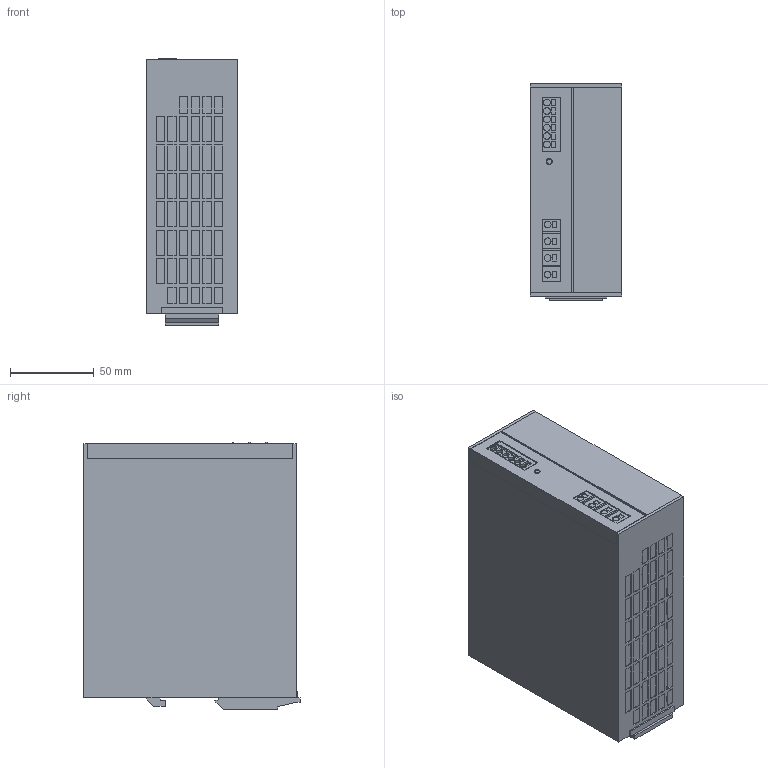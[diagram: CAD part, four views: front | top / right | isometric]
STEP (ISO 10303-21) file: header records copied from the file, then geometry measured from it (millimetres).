
FILE_DESCRIPTION(/* description */ ('Alibre Inc.'),/* implementation_level */ '2;1');
FILE_NAME(/* name */ 'export-62CE5537-1991-4B9B-8632-0691BD6A8A3B',/* time_stamp */ '2020-05-25T11:39:13+02:00',/* author */ (''),/* organization */ (''),/* preprocessor_version */ 'ST-DEVELOPER v17',/* originating_system */ 'Alibre',/* authorisation */ '');
FILE_SCHEMA (('AUTOMOTIVE_DESIGN'));
Length unit declared in the file: millimetre
Products named in the file (8): 215997
Bounding box: 55 x 129.3 x 159.8 mm (x, y, z)
Volume: 1067542.2 mm3; surface area: 97083.6 mm2
Topology: 6 solids, 6 shells, 640 faces, 1547 edges, 1031 vertices
Faces by surface type: plane 616, cylinder 24
Full cylindrical faces by diameter (mm): 3.6 x2
Entity records: 17875 total; most frequent: CARTESIAN_POINT 3219, ORIENTED_EDGE 3088, DIRECTION 2275, EDGE_CURVE 1544, VECTOR 1490, LINE 1490, VERTEX_POINT 1030, EDGE_LOOP 766
